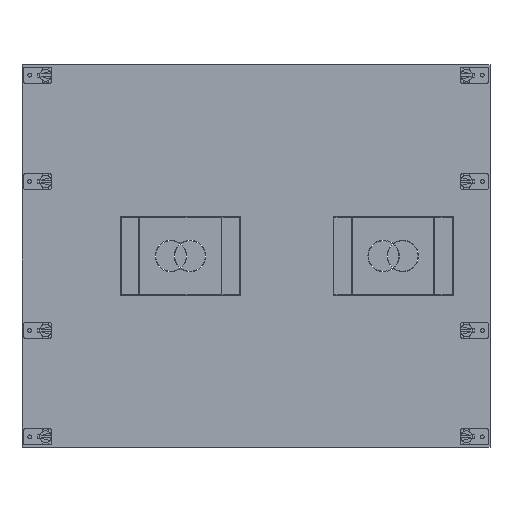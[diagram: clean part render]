
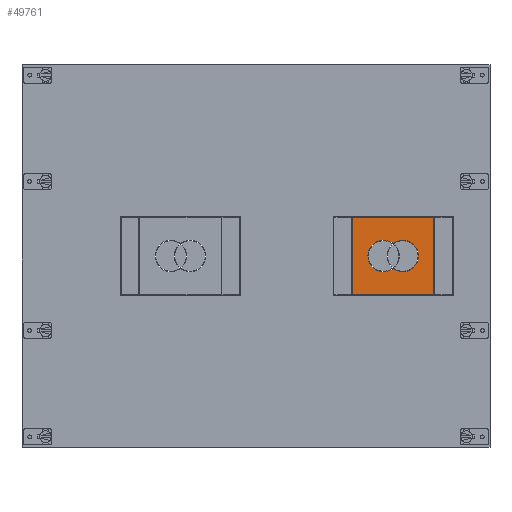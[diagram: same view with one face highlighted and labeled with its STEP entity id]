
A CAD part, top view. The second image highlights one B-rep face of the part: STEP entity #49761.
In plain terms, the highlighted planar face has unit normal (0, 0, 1).
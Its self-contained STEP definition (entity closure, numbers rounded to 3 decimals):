
#49497=DIRECTION('',(-1.,0.,0.));
#49498=VECTOR('',#49497,95.5);
#49499=CARTESIAN_POINT('',(6.354,18.714,1.));
#49500=LINE('',#49499,#49498);
#49564=DIRECTION('',(-1.,0.,0.));
#49565=VECTOR('',#49564,95.5);
#49566=CARTESIAN_POINT('',(6.354,-72.286,1.));
#49567=LINE('',#49566,#49565);
#49571=DIRECTION('',(0.,1.,0.));
#49572=VECTOR('',#49571,91.);
#49573=CARTESIAN_POINT('',(-89.146,-72.286,1.));
#49574=LINE('',#49573,#49572);
#49578=CARTESIAN_POINT('',(-30.146,-26.786,1.));
#49579=DIRECTION('',(0.,0.,1.));
#49580=DIRECTION('',(-0.608,-0.794,0.));
#49581=AXIS2_PLACEMENT_3D('',#49578,#49579,#49580);
#49586=CARTESIAN_POINT('',(-30.146,-26.786,1.));
#49587=DIRECTION('',(0.,0.,1.));
#49588=DIRECTION('',(1.,0.,0.));
#49589=AXIS2_PLACEMENT_3D('',#49586,#49587,#49588);
#49594=CARTESIAN_POINT('',(-52.646,-26.786,1.));
#49595=DIRECTION('',(0.,0.,1.));
#49596=DIRECTION('',(0.608,0.794,0.));
#49597=AXIS2_PLACEMENT_3D('',#49594,#49595,#49596);
#49602=CARTESIAN_POINT('',(-52.646,-26.786,1.));
#49603=DIRECTION('',(0.,0.,1.));
#49604=DIRECTION('',(-1.,0.,0.));
#49605=AXIS2_PLACEMENT_3D('',#49602,#49603,#49604);
#49617=DIRECTION('',(0.,1.,0.));
#49618=VECTOR('',#49617,91.);
#49619=CARTESIAN_POINT('',(6.354,-72.286,1.));
#49620=LINE('',#49619,#49618);
#49638=CARTESIAN_POINT('',(-89.146,18.714,1.));
#49640=VERTEX_POINT('',#49638);
#49642=CARTESIAN_POINT('',(-89.146,-72.286,1.));
#49643=VERTEX_POINT('',#49642);
#49648=CARTESIAN_POINT('',(6.354,18.714,1.));
#49649=VERTEX_POINT('',#49648);
#49660=CARTESIAN_POINT('',(-11.646,-26.786,1.));
#49661=CARTESIAN_POINT('',(-41.396,-12.1,1.));
#49662=VERTEX_POINT('',#49660);
#49663=VERTEX_POINT('',#49661);
#49664=CARTESIAN_POINT('',(-41.396,-41.472,1.));
#49665=VERTEX_POINT('',#49664);
#49666=CARTESIAN_POINT('',(6.354,-72.286,1.));
#49667=VERTEX_POINT('',#49666);
#49668=CARTESIAN_POINT('',(-71.146,-26.786,1.));
#49669=VERTEX_POINT('',#49668);
#49739=CARTESIAN_POINT('',(0.,0.,1.));
#49740=DIRECTION('',(0.,0.,1.));
#49741=DIRECTION('',(1.,0.,0.));
#49742=AXIS2_PLACEMENT_3D('',#49739,#49740,#49741);
#49743=PLANE('',#49742);
#49744=ORIENTED_EDGE('',*,*,#49696,.F.);
#49746=ORIENTED_EDGE('',*,*,#49745,.F.);
#49747=ORIENTED_EDGE('',*,*,#49731,.T.);
#49748=ORIENTED_EDGE('',*,*,#49677,.T.);
#49749=EDGE_LOOP('',(#49744,#49746,#49747,#49748));
#49750=FACE_OUTER_BOUND('',#49749,.F.);
#49752=ORIENTED_EDGE('',*,*,#49751,.T.);
#49754=ORIENTED_EDGE('',*,*,#49753,.T.);
#49756=ORIENTED_EDGE('',*,*,#49755,.T.);
#49758=ORIENTED_EDGE('',*,*,#49757,.T.);
#49759=EDGE_LOOP('',(#49752,#49754,#49756,#49758));
#49760=FACE_BOUND('',#49759,.F.);
#49582=CIRCLE('',#49581,18.5);
#49590=CIRCLE('',#49589,18.5);
#49598=CIRCLE('',#49597,18.5);
#49606=CIRCLE('',#49605,18.5);
#49677=EDGE_CURVE('',#49643,#49640,#49574,.T.);
#49696=EDGE_CURVE('',#49649,#49640,#49500,.T.);
#49731=EDGE_CURVE('',#49667,#49643,#49567,.T.);
#49745=EDGE_CURVE('',#49667,#49649,#49620,.T.);
#49751=EDGE_CURVE('',#49665,#49662,#49582,.T.);
#49753=EDGE_CURVE('',#49662,#49663,#49590,.T.);
#49755=EDGE_CURVE('',#49663,#49669,#49598,.T.);
#49757=EDGE_CURVE('',#49669,#49665,#49606,.T.);
#49761=ADVANCED_FACE('',(#49750,#49760),#49743,.T.);
